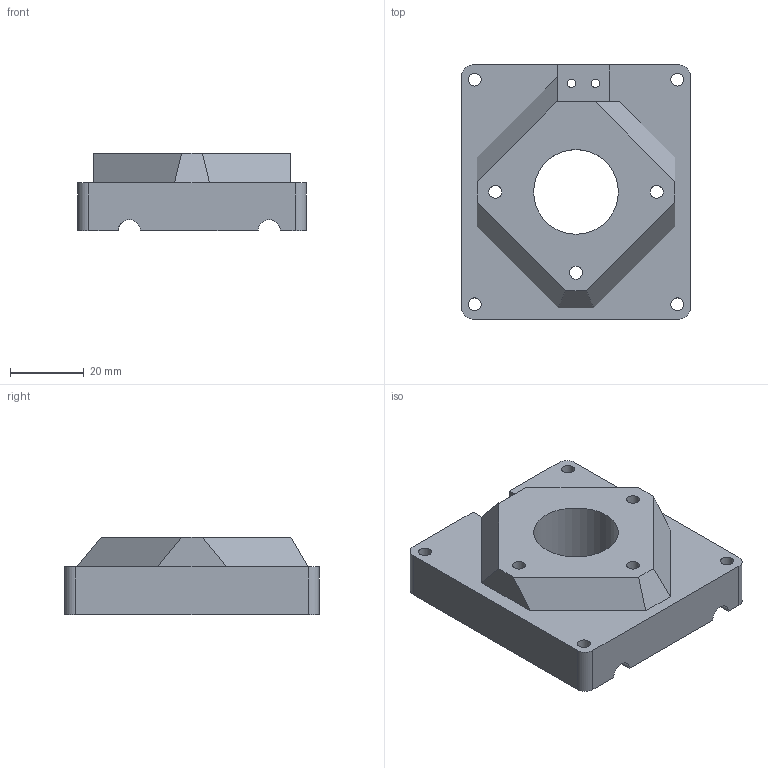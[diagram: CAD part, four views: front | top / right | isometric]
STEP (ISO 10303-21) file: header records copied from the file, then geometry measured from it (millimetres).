
FILE_DESCRIPTION(/* description */ (''),/* implementation_level */ '2;1');
FILE_NAME(/* name */ 'Z carriage back v15.step',/* time_stamp */ '2023-01-02T10:57:54+01:00',/* author */ (''),/* organization */ (''),/* preprocessor_version */ 'ST-DEVELOPER v19.2',/* originating_system */ 'Autodesk Translation Framework v11.17.0.187',/* authorisation */ '');
FILE_SCHEMA (('AUTOMOTIVE_DESIGN { 1 0 10303 214 3 1 1 }'));
Length unit declared in the file: millimetre
Products named in the file (1): Z carriage back
Bounding box: 62 x 69 x 21 mm (x, y, z)
Volume: 54247.8 mm3; surface area: 15473.5 mm2
Topology: 1 solids, 1 shells, 50 faces, 135 edges, 90 vertices
Faces by surface type: plane 29, cylinder 21
Full cylindrical faces by diameter (mm): 2.3 x2, 3.5 x7, 4 x2, 6 x3, 23 x1
Entity records: 1708 total; most frequent: CARTESIAN_POINT 335, DIRECTION 277, ORIENTED_EDGE 270, EDGE_CURVE 135, AXIS2_PLACEMENT_3D 94, VERTEX_POINT 90, LINE 89, VECTOR 89
